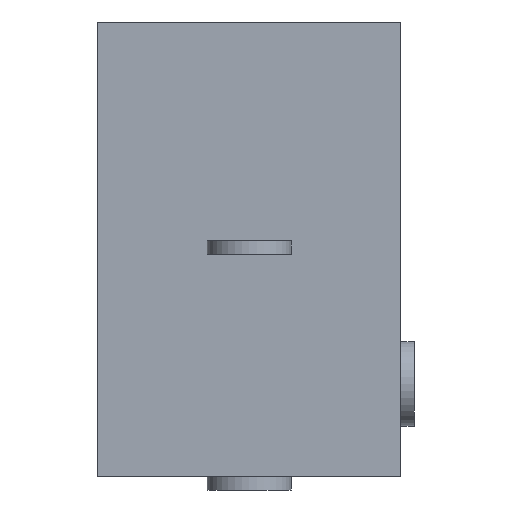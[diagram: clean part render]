
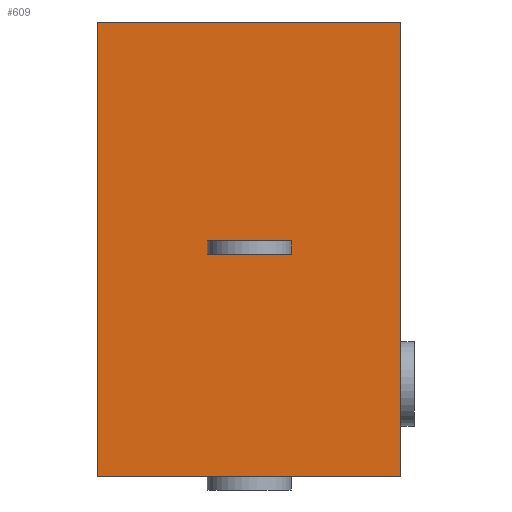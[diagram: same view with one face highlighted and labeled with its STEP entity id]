
A CAD part, front view. The second image highlights one B-rep face of the part: STEP entity #609.
In plain terms, the highlighted planar face has unit normal (0, -1, 0).
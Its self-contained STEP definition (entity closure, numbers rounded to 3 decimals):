
#81 = LINE ( 'NONE', #85, #313 ) ;
#85 = CARTESIAN_POINT ( 'NONE',  ( 4.5, -5.5, -3.5 ) ) ;
#139 = AXIS2_PLACEMENT_3D ( 'NONE', #1328, #634, #727 ) ;
#245 = VERTEX_POINT ( 'NONE', #402 ) ;
#265 = VECTOR ( 'NONE', #1467, 1000. ) ;
#300 = ORIENTED_EDGE ( 'NONE', *, *, #312, .T. ) ;
#312 = EDGE_CURVE ( 'NONE', #390, #1465, #538, .T. ) ;
#313 = VECTOR ( 'NONE', #1143, 1000. ) ;
#342 = LINE ( 'NONE', #970, #1176 ) ;
#352 = ORIENTED_EDGE ( 'NONE', *, *, #1086, .F. ) ;
#390 = VERTEX_POINT ( 'NONE', #679 ) ;
#402 = CARTESIAN_POINT ( 'NONE',  ( 4.5, -5.5, 0. ) ) ;
#490 = FACE_OUTER_BOUND ( 'NONE', #642, .T. ) ;
#510 = DIRECTION ( 'NONE',  ( 1., 0., 0. ) ) ;
#538 = LINE ( 'NONE', #978, #265 ) ;
#552 = VERTEX_POINT ( 'NONE', #776 ) ;
#590 = LINE ( 'NONE', #746, #1309 ) ;
#609 = ADVANCED_FACE ( 'NONE', ( #490 ), #835, .T. ) ;
#634 = DIRECTION ( 'NONE',  ( 0., -1., 0. ) ) ;
#642 = EDGE_LOOP ( 'NONE', ( #1341, #352, #300, #689 ) ) ;
#679 = CARTESIAN_POINT ( 'NONE',  ( -4.5, -5.5, -13.5 ) ) ;
#689 = ORIENTED_EDGE ( 'NONE', *, *, #1169, .T. ) ;
#701 = EDGE_CURVE ( 'NONE', #552, #245, #590, .T. ) ;
#727 = DIRECTION ( 'NONE',  ( 1., 0., 0. ) ) ;
#746 = CARTESIAN_POINT ( 'NONE',  ( 4.5, -5.5, 0. ) ) ;
#776 = CARTESIAN_POINT ( 'NONE',  ( -4.5, -5.5, 0. ) ) ;
#835 = PLANE ( 'NONE',  #139 ) ;
#961 = CARTESIAN_POINT ( 'NONE',  ( 4.5, -5.5, -13.5 ) ) ;
#970 = CARTESIAN_POINT ( 'NONE',  ( -4.5, -5.5, -3.5 ) ) ;
#975 = DIRECTION ( 'NONE',  ( 0., 0., 1. ) ) ;
#978 = CARTESIAN_POINT ( 'NONE',  ( 4.5, -5.5, -13.5 ) ) ;
#1086 = EDGE_CURVE ( 'NONE', #390, #552, #342, .T. ) ;
#1143 = DIRECTION ( 'NONE',  ( 0., 0., 1. ) ) ;
#1169 = EDGE_CURVE ( 'NONE', #1465, #245, #81, .T. ) ;
#1176 = VECTOR ( 'NONE', #975, 1000. ) ;
#1309 = VECTOR ( 'NONE', #510, 1000. ) ;
#1328 = CARTESIAN_POINT ( 'NONE',  ( 4.5, -5.5, -3.5 ) ) ;
#1341 = ORIENTED_EDGE ( 'NONE', *, *, #701, .F. ) ;
#1465 = VERTEX_POINT ( 'NONE', #961 ) ;
#1467 = DIRECTION ( 'NONE',  ( 1., 0., 0. ) ) ;
